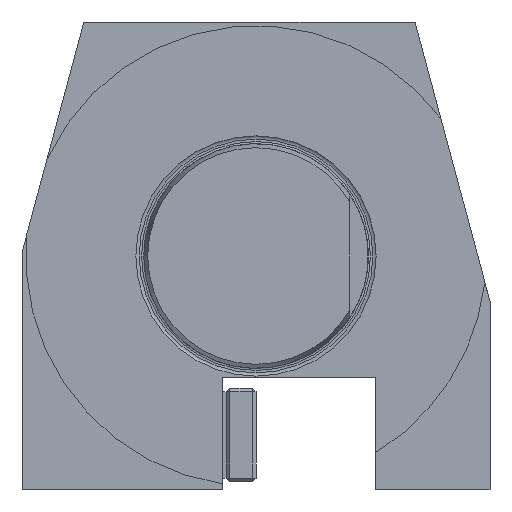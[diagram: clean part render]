
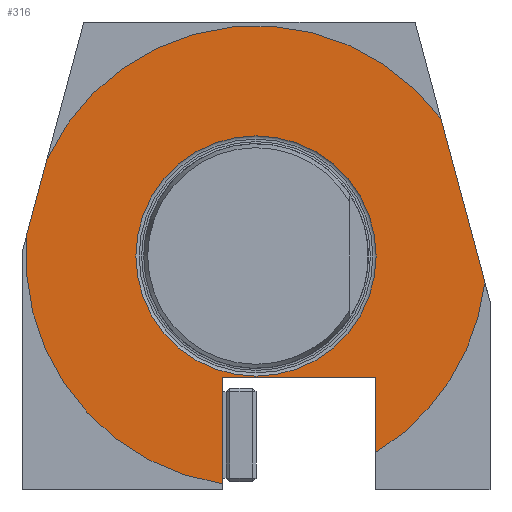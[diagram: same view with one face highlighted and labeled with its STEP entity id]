
A CAD part, front view. The second image highlights one B-rep face of the part: STEP entity #316.
In plain terms, the highlighted planar face has unit normal (0, -1, 0).
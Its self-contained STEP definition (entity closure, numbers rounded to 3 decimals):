
#316 = ADVANCED_FACE ( 'Defeature completata2_13', ( #7902, #881 ), #3030, .T. ) ;
#617 = VERTEX_POINT ( 'NONE', #2802 ) ;
#769 = LINE ( 'NONE', #3859, #1381 ) ;
#813 = VERTEX_POINT ( 'NONE', #9690 ) ;
#881 = FACE_BOUND ( 'NONE', #1241, .T. ) ;
#1090 = CARTESIAN_POINT ( 'NONE',  ( -9., 0., 0. ) ) ;
#1209 = CARTESIAN_POINT ( 'NONE',  ( -55.844, 0., 25.763 ) ) ;
#1217 = AXIS2_PLACEMENT_3D ( 'NONE', #5487, #9618, #10762 ) ;
#1241 = EDGE_LOOP ( 'NONE', ( #12094 ) ) ;
#1381 = VECTOR ( 'NONE', #4881, 1000. ) ;
#1397 = CARTESIAN_POINT ( 'NONE',  ( 0., 0., 0. ) ) ;
#1438 = EDGE_CURVE ( 'NONE', #813, #4872, #10599, .T. ) ;
#1724 = DIRECTION ( 'NONE',  ( 0.259, 0., -0.966 ) ) ;
#2718 = CIRCLE ( 'NONE', #4243, 61.5 ) ;
#2754 = EDGE_CURVE ( 'NONE', #6781, #3849, #13206, .T. ) ;
#2802 = CARTESIAN_POINT ( 'NONE',  ( 32., 0., -32.5 ) ) ;
#2908 = ORIENTED_EDGE ( 'NONE', *, *, #12272, .F. ) ;
#3030 = PLANE ( 'NONE',  #10366 ) ;
#3088 = CARTESIAN_POINT ( 'NONE',  ( -32.15, 0., -32.5 ) ) ;
#3136 = AXIS2_PLACEMENT_3D ( 'NONE', #11344, #8255, #7984 ) ;
#3204 = EDGE_CURVE ( 'NONE', #10966, #10966, #11794, .T. ) ;
#3277 = CARTESIAN_POINT ( 'NONE',  ( 49.449, 0., 36.565 ) ) ;
#3549 = VECTOR ( 'NONE', #5714, 1000. ) ;
#3631 = ORIENTED_EDGE ( 'NONE', *, *, #12269, .F. ) ;
#3849 = VERTEX_POINT ( 'NONE', #6022 ) ;
#3859 = CARTESIAN_POINT ( 'NONE',  ( 32., 0., 0. ) ) ;
#4168 = EDGE_CURVE ( 'NONE', #617, #12701, #7227, .T. ) ;
#4243 = AXIS2_PLACEMENT_3D ( 'NONE', #1397, #5454, #11667 ) ;
#4733 = EDGE_CURVE ( 'NONE', #13288, #813, #13304, .T. ) ;
#4864 = EDGE_CURVE ( 'NONE', #3849, #4883, #2718, .T. ) ;
#4872 = VERTEX_POINT ( 'NONE', #1209 ) ;
#4881 = DIRECTION ( 'NONE',  ( 0., 0., 1. ) ) ;
#4883 = VERTEX_POINT ( 'NONE', #12424 ) ;
#4985 = DIRECTION ( 'NONE',  ( 1., 0., 0. ) ) ;
#5289 = DIRECTION ( 'NONE',  ( 0., -1., 0. ) ) ;
#5407 = ORIENTED_EDGE ( 'NONE', *, *, #4864, .F. ) ;
#5454 = DIRECTION ( 'NONE',  ( 0., 1., 0. ) ) ;
#5487 = CARTESIAN_POINT ( 'NONE',  ( 0., 0., 0. ) ) ;
#5714 = DIRECTION ( 'NONE',  ( 0.259, 0., 0.966 ) ) ;
#6022 = CARTESIAN_POINT ( 'NONE',  ( 61.107, 0., -6.942 ) ) ;
#6169 = CIRCLE ( 'NONE', #3136, 61.5 ) ;
#6219 = VECTOR ( 'NONE', #1724, 1000. ) ;
#6614 = VECTOR ( 'NONE', #7366, 1000. ) ;
#6781 = VERTEX_POINT ( 'NONE', #3277 ) ;
#7035 = EDGE_LOOP ( 'NONE', ( #13276, #2908, #10851, #12322, #3631, #8315, #10274, #5407 ) ) ;
#7227 = LINE ( 'NONE', #3088, #6614 ) ;
#7366 = DIRECTION ( 'NONE',  ( -1., 0., 0. ) ) ;
#7712 = AXIS2_PLACEMENT_3D ( 'NONE', #9427, #5289, #9492 ) ;
#7758 = CARTESIAN_POINT ( 'NONE',  ( -60.697, 0., 7.649 ) ) ;
#7902 = FACE_OUTER_BOUND ( 'NONE', #7035, .T. ) ;
#7984 = DIRECTION ( 'NONE',  ( -1., 0., 0. ) ) ;
#8255 = DIRECTION ( 'NONE',  ( 0., 1., 0. ) ) ;
#8315 = ORIENTED_EDGE ( 'NONE', *, *, #4168, .F. ) ;
#9138 = LINE ( 'NONE', #1090, #12187 ) ;
#9347 = CARTESIAN_POINT ( 'NONE',  ( -9., 0., -32.5 ) ) ;
#9427 = CARTESIAN_POINT ( 'NONE',  ( 0., 0., 0. ) ) ;
#9492 = DIRECTION ( 'NONE',  ( 1., 0., 0. ) ) ;
#9618 = DIRECTION ( 'NONE',  ( 0., 1., 0. ) ) ;
#9690 = CARTESIAN_POINT ( 'NONE',  ( -61.244, 0., 5.61 ) ) ;
#10172 = CARTESIAN_POINT ( 'NONE',  ( 32.095, 0., 0. ) ) ;
#10274 = ORIENTED_EDGE ( 'NONE', *, *, #13343, .F. ) ;
#10366 = AXIS2_PLACEMENT_3D ( 'NONE', #11207, #12215, #4985 ) ;
#10599 = LINE ( 'NONE', #7758, #3549 ) ;
#10762 = DIRECTION ( 'NONE',  ( -1., 0., 0. ) ) ;
#10851 = ORIENTED_EDGE ( 'NONE', *, *, #1438, .F. ) ;
#10966 = VERTEX_POINT ( 'NONE', #10172 ) ;
#11207 = CARTESIAN_POINT ( 'NONE',  ( -32.15, 0., 0. ) ) ;
#11344 = CARTESIAN_POINT ( 'NONE',  ( 0., 0., 0. ) ) ;
#11667 = DIRECTION ( 'NONE',  ( -1., 0., 0. ) ) ;
#11794 = CIRCLE ( 'NONE', #7712, 32.095 ) ;
#12057 = CARTESIAN_POINT ( 'NONE',  ( 53.124, 0., 22.849 ) ) ;
#12094 = ORIENTED_EDGE ( 'NONE', *, *, #3204, .F. ) ;
#12187 = VECTOR ( 'NONE', #12361, 1000. ) ;
#12215 = DIRECTION ( 'NONE',  ( 0., -1., 0. ) ) ;
#12269 = EDGE_CURVE ( 'NONE', #12701, #13288, #9138, .T. ) ;
#12272 = EDGE_CURVE ( 'NONE', #4872, #6781, #6169, .T. ) ;
#12322 = ORIENTED_EDGE ( 'NONE', *, *, #4733, .F. ) ;
#12361 = DIRECTION ( 'NONE',  ( 0., 0., -1. ) ) ;
#12424 = CARTESIAN_POINT ( 'NONE',  ( 32., 0., -52.519 ) ) ;
#12701 = VERTEX_POINT ( 'NONE', #9347 ) ;
#13120 = CARTESIAN_POINT ( 'NONE',  ( -9., 0., -60.838 ) ) ;
#13206 = LINE ( 'NONE', #12057, #6219 ) ;
#13276 = ORIENTED_EDGE ( 'NONE', *, *, #2754, .F. ) ;
#13288 = VERTEX_POINT ( 'NONE', #13120 ) ;
#13304 = CIRCLE ( 'NONE', #1217, 61.5 ) ;
#13343 = EDGE_CURVE ( 'NONE', #4883, #617, #769, .T. ) ;
